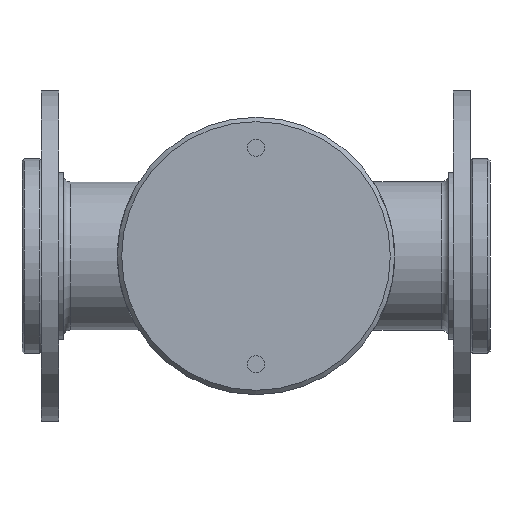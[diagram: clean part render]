
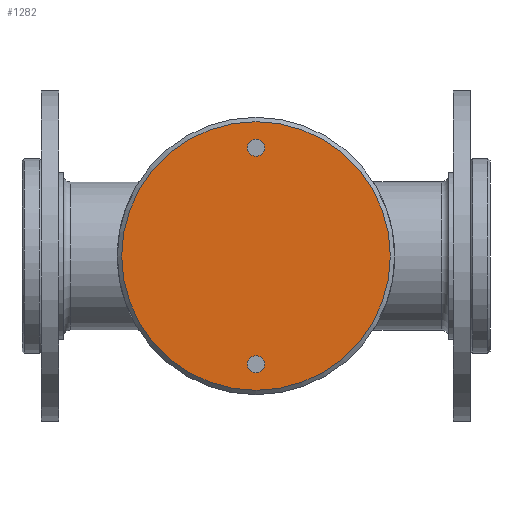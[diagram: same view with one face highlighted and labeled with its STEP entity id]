
A CAD part, front view. The second image highlights one B-rep face of the part: STEP entity #1282.
In plain terms, the highlighted planar face has unit normal (0, -1, 0).
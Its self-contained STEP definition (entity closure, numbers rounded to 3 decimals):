
#4 = VERTEX_POINT ( 'NONE', #4532 ) ;
#74 = EDGE_LOOP ( 'NONE', ( #4273 ) ) ;
#128 = DIRECTION ( 'NONE',  ( 0., 0., 1. ) ) ;
#207 = CARTESIAN_POINT ( 'NONE',  ( 0., 0., 0. ) ) ;
#496 = AXIS2_PLACEMENT_3D ( 'NONE', #207, #1703, #4738 ) ;
#1040 = DIRECTION ( 'NONE',  ( 0., -1., 0. ) ) ;
#1107 = VERTEX_POINT ( 'NONE', #2640 ) ;
#1152 = EDGE_CURVE ( 'NONE', #1107, #1107, #2219, .T. ) ;
#1186 = AXIS2_PLACEMENT_3D ( 'NONE', #3191, #2072, #128 ) ;
#1282 = ADVANCED_FACE ( 'NONE', ( #1294, #2824, #2178 ), #3052, .F. ) ;
#1294 = FACE_OUTER_BOUND ( 'NONE', #74, .T. ) ;
#1586 = CIRCLE ( 'NONE', #2862, 3.969 ) ;
#1703 = DIRECTION ( 'NONE',  ( 0., 1., 0. ) ) ;
#1840 = EDGE_LOOP ( 'NONE', ( #3323 ) ) ;
#1911 = VERTEX_POINT ( 'NONE', #3413 ) ;
#2072 = DIRECTION ( 'NONE',  ( 0., -1., 0. ) ) ;
#2178 = FACE_BOUND ( 'NONE', #3353, .T. ) ;
#2182 = DIRECTION ( 'NONE',  ( 0., 0., -1. ) ) ;
#2219 = CIRCLE ( 'NONE', #1186, 62. ) ;
#2640 = CARTESIAN_POINT ( 'NONE',  ( 0., 0., 62. ) ) ;
#2777 = CIRCLE ( 'NONE', #3386, 3.969 ) ;
#2824 = FACE_BOUND ( 'NONE', #1840, .T. ) ;
#2862 = AXIS2_PLACEMENT_3D ( 'NONE', #4405, #2978, #3290 ) ;
#2978 = DIRECTION ( 'NONE',  ( 0., -1., 0. ) ) ;
#3052 = PLANE ( 'NONE',  #496 ) ;
#3191 = CARTESIAN_POINT ( 'NONE',  ( 0., 0., 0. ) ) ;
#3290 = DIRECTION ( 'NONE',  ( 0., 0., -1. ) ) ;
#3323 = ORIENTED_EDGE ( 'NONE', *, *, #3894, .F. ) ;
#3353 = EDGE_LOOP ( 'NONE', ( #3502 ) ) ;
#3386 = AXIS2_PLACEMENT_3D ( 'NONE', #4439, #1040, #2182 ) ;
#3413 = CARTESIAN_POINT ( 'NONE',  ( 0., 0., -53.969 ) ) ;
#3502 = ORIENTED_EDGE ( 'NONE', *, *, #4403, .F. ) ;
#3894 = EDGE_CURVE ( 'NONE', #4, #4, #2777, .T. ) ;
#4273 = ORIENTED_EDGE ( 'NONE', *, *, #1152, .T. ) ;
#4403 = EDGE_CURVE ( 'NONE', #1911, #1911, #1586, .T. ) ;
#4405 = CARTESIAN_POINT ( 'NONE',  ( 0., 0., -50. ) ) ;
#4439 = CARTESIAN_POINT ( 'NONE',  ( 0., 0., 50. ) ) ;
#4532 = CARTESIAN_POINT ( 'NONE',  ( 0., 0., 46.031 ) ) ;
#4738 = DIRECTION ( 'NONE',  ( 0., 0., 1. ) ) ;
